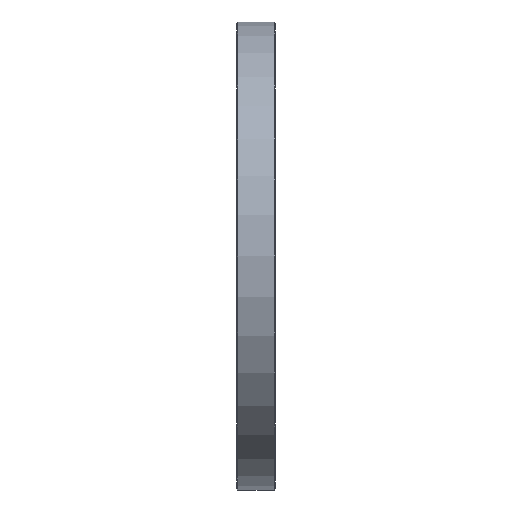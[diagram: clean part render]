
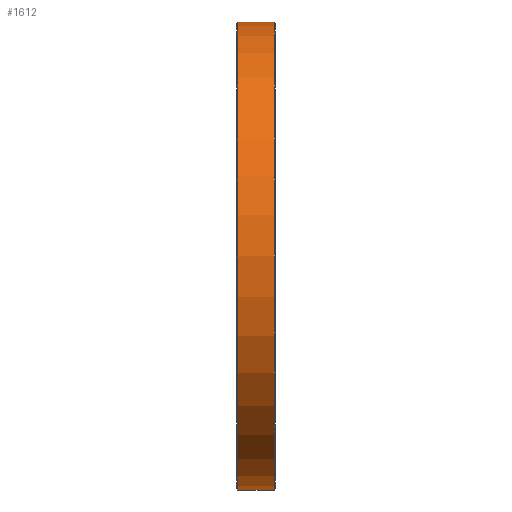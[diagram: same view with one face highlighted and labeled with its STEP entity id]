
A CAD part, left-side view. The second image highlights one B-rep face of the part: STEP entity #1612.
In plain terms, the highlighted cylindrical face has radius 72.5 mm (diameter 145 mm), a partial arc.
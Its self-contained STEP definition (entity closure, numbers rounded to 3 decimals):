
#374 = CIRCLE ( 'NONE', #1557, 72.5 ) ;
#403 = CIRCLE ( 'NONE', #1533, 72.5 ) ;
#408 = VECTOR ( 'NONE', #1831, 1000. ) ;
#413 = LINE ( 'NONE', #1770, #408 ) ;
#435 = VECTOR ( 'NONE', #1773, 1000. ) ;
#445 = LINE ( 'NONE', #1793, #435 ) ;
#464 = EDGE_CURVE ( 'NONE', #1642, #718, #445, .T. ) ;
#477 = EDGE_CURVE ( 'NONE', #1246, #1839, #413, .T. ) ;
#487 = EDGE_CURVE ( 'NONE', #1642, #1246, #374, .T. ) ;
#503 = EDGE_CURVE ( 'NONE', #1839, #718, #403, .T. ) ;
#519 = CARTESIAN_POINT ( 'NONE',  ( 0., 11.6, -72.5 ) ) ;
#718 = VERTEX_POINT ( 'NONE', #789 ) ;
#789 = CARTESIAN_POINT ( 'NONE',  ( 0., 0.4, 72.5 ) ) ;
#841 = CARTESIAN_POINT ( 'NONE',  ( 0., 0.4, -72.5 ) ) ;
#846 = AXIS2_PLACEMENT_3D ( 'NONE', #1269, #1292, #1304 ) ;
#918 = CYLINDRICAL_SURFACE ( 'NONE', #846, 72.5 ) ;
#957 = EDGE_LOOP ( 'NONE', ( #1363, #1387, #1388, #1411 ) ) ;
#990 = FACE_OUTER_BOUND ( 'NONE', #957, .T. ) ;
#1213 = CARTESIAN_POINT ( 'NONE',  ( 0., 11.6, 72.5 ) ) ;
#1246 = VERTEX_POINT ( 'NONE', #519 ) ;
#1269 = CARTESIAN_POINT ( 'NONE',  ( 0., 12., 0. ) ) ;
#1292 = DIRECTION ( 'NONE',  ( 0., -1., 0. ) ) ;
#1304 = DIRECTION ( 'NONE',  ( 0., 0., -1. ) ) ;
#1363 = ORIENTED_EDGE ( 'NONE', *, *, #464, .F. ) ;
#1387 = ORIENTED_EDGE ( 'NONE', *, *, #487, .T. ) ;
#1388 = ORIENTED_EDGE ( 'NONE', *, *, #477, .T. ) ;
#1411 = ORIENTED_EDGE ( 'NONE', *, *, #503, .T. ) ;
#1533 = AXIS2_PLACEMENT_3D ( 'NONE', #1618, #1611, #1604 ) ;
#1557 = AXIS2_PLACEMENT_3D ( 'NONE', #1665, #1653, #1647 ) ;
#1604 = DIRECTION ( 'NONE',  ( 0., 0., 1. ) ) ;
#1611 = DIRECTION ( 'NONE',  ( 0., 1., 0. ) ) ;
#1612 = ADVANCED_FACE ( 'NONE', ( #990 ), #918, .T. ) ;
#1618 = CARTESIAN_POINT ( 'NONE',  ( 0., 0.4, 0. ) ) ;
#1642 = VERTEX_POINT ( 'NONE', #1213 ) ;
#1647 = DIRECTION ( 'NONE',  ( 0., 0., 1. ) ) ;
#1653 = DIRECTION ( 'NONE',  ( 0., -1., 0. ) ) ;
#1665 = CARTESIAN_POINT ( 'NONE',  ( 0., 11.6, 0. ) ) ;
#1770 = CARTESIAN_POINT ( 'NONE',  ( 0., 12., -72.5 ) ) ;
#1773 = DIRECTION ( 'NONE',  ( 0., -1., 0. ) ) ;
#1793 = CARTESIAN_POINT ( 'NONE',  ( 0., 12., 72.5 ) ) ;
#1831 = DIRECTION ( 'NONE',  ( 0., -1., 0. ) ) ;
#1839 = VERTEX_POINT ( 'NONE', #841 ) ;
